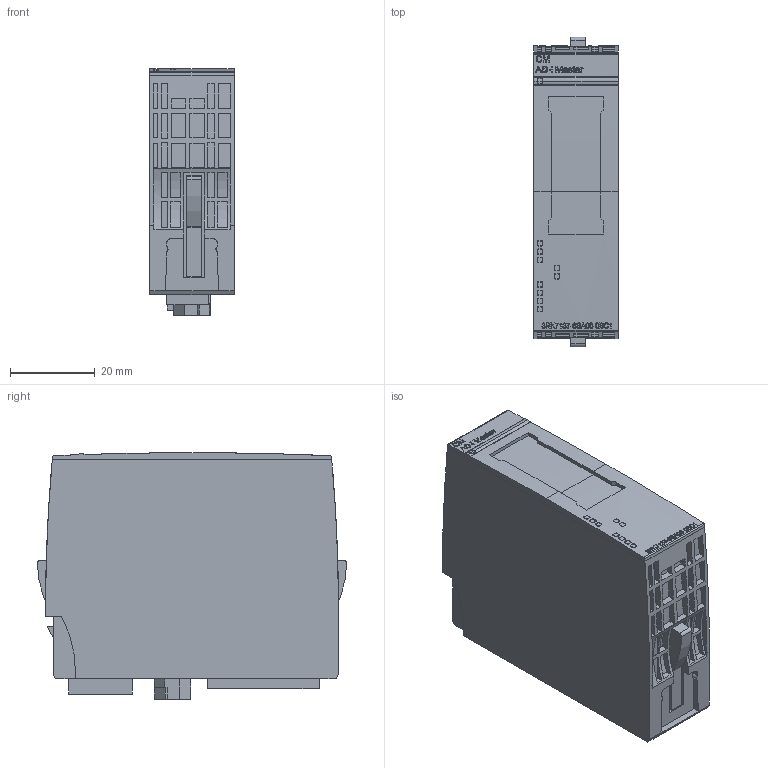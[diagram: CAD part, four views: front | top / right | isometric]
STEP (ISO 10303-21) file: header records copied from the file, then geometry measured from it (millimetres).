
FILE_DESCRIPTION(('STEP AP214'),'1');
FILE_NAME('cctmp_40B19600-DAA9-4EDC-B542-D17A6BBD56DB_2023_07_21_09_58_57_0447..stp','2023-07-21T07:58:58',('SIEMENS A&D'),('CADClick - www.CADClick.com'),'Spatial InterOp 3D postprocessed',' ','unknown authorization');
FILE_SCHEMA(('AUTOMOTIVE_DESIGN'));
Length unit declared in the file: millimetre
Products named in the file (1): 2023_07_21_09_58_57_0385
Bounding box: 20 x 73.18 x 58.35 mm (x, y, z)
Volume: 70717.1 mm3; surface area: 15723.1 mm2
Topology: 1 solids, 1 shells, 1242 faces, 3225 edges, 2150 vertices
Faces by surface type: plane 845, bspline 251, cylinder 146
Entity records: 51401 total; most frequent: CARTESIAN_POINT 18786, ORIENTED_EDGE 6450, DIRECTION 4939, EDGE_CURVE 3225, LINE 2191, VECTOR 2191, VERTEX_POINT 2150, EDGE_LOOP 1407
